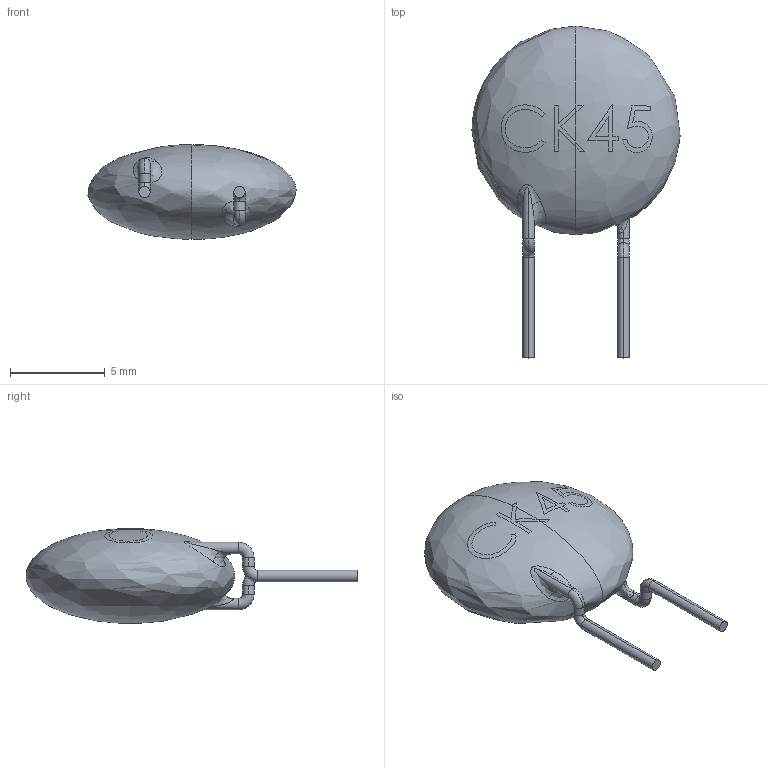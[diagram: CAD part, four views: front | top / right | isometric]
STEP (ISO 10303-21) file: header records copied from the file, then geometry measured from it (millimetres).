
FILE_DESCRIPTION (( 'STEP AP214' ), '1' );
FILE_NAME ('User Library-TDK_CAP_CK45_.STEP', '2021-01-15T08:58:49', ( '' ), ( '' ), 'SwSTEP 2.0', 'SolidWorks 2020', '' );
FILE_SCHEMA (( 'AUTOMOTIVE_DESIGN' ));
Length unit declared in the file: millimetre
Products named in the file (1): User Library-TDK_CAP_CK45_
Bounding box: 10.97 x 17.5 x 5 mm (x, y, z)
Volume: 322.6 mm3; surface area: 287.1 mm2
Topology: 1 solids, 1 shells, 36 faces, 127 edges, 95 vertices
Faces by surface type: bspline 14, cylinder 12, torus 8, plane 2
Entity records: 2480 total; most frequent: CARTESIAN_POINT 1176, ORIENTED_EDGE 246, DIRECTION 138, EDGE_CURVE 123, VERTEX_POINT 95, B_SPLINE_CURVE_WITH_KNOTS 65, AXIS2_PLACEMENT_3D 63, EDGE_LOOP 42
